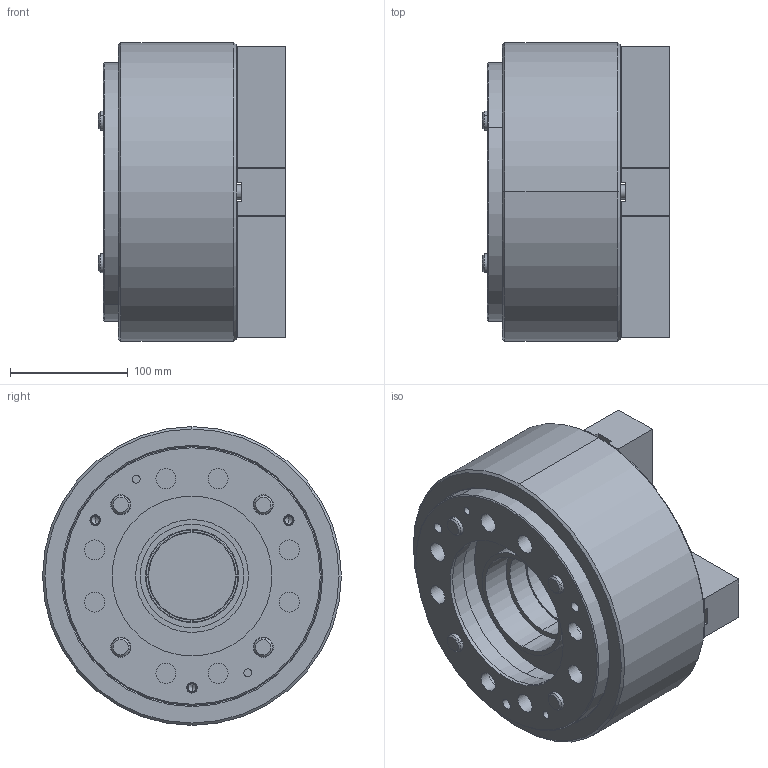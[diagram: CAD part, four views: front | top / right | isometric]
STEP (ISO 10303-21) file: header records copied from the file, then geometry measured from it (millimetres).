
FILE_DESCRIPTION (( 'STEP AP203' ), '1' );
FILE_NAME ('CF-4H-10A8.STEP', '2019-12-27T01:13:14', ( 'temp' ), ( '' ), 'SwSTEP 2.0', 'SolidWorks 2016', '' );
FILE_SCHEMA (( 'CONFIG_CONTROL_DESIGN' ));
Length unit declared in the file: metre
Products named in the file (10): 圓頭內六角螺栓_M16x100; 3H-10-11000-A8法蘭; CF-4H-10-01000; CF-4H-10A8; CF-4H-10-02000; CF-4H-10-08000; CF-4H-10-05000; SJ-10; 半圓頭六角孔螺栓_M6x12; 圓頭內六角螺栓_M12x30
Assembly tree (25 placements, depth 2):
  CF-4H-10A8
    CF-4H-10-01000
    CF-4H-10-02000
    CF-4H-10-08000
    CF-4H-10-05000
    SJ-10  x4
    半圓頭六角孔螺栓_M6x12  x4
    圓頭內六角螺栓_M12x30  x8
    圓頭內六角螺栓_M16x100  x4
    3H-10-11000-A8法蘭
Bounding box: 159 x 254 x 254 mm (x, y, z)
Volume: 5015568.5 mm3; surface area: 575543.4 mm2
Topology: 25 solids, 25 shells, 3090 faces, 8732 edges, 5734 vertices
Faces by surface type: plane 2108, cylinder 830, cone 134, torus 18
Entity records: 30624 total; most frequent: CARTESIAN_POINT 6016, ORIENTED_EDGE 5040, DIRECTION 4556, EDGE_CURVE 2520, LINE 1800, VECTOR 1800, VERTEX_POINT 1654, AXIS2_PLACEMENT_3D 1378
